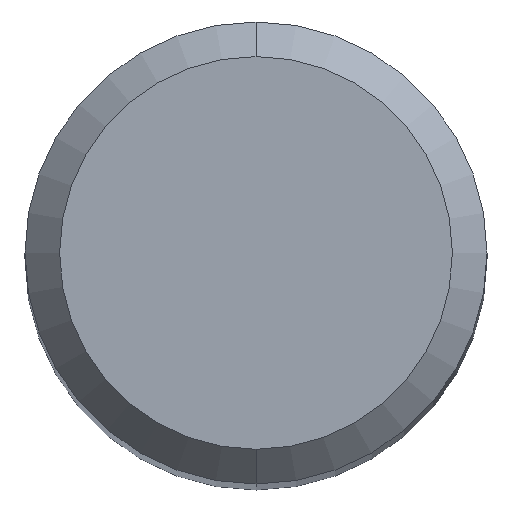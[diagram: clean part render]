
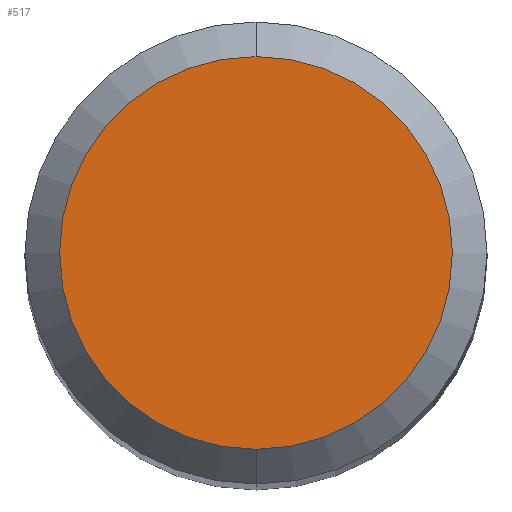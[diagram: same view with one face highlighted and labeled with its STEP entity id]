
A CAD part, top view. The second image highlights one B-rep face of the part: STEP entity #517.
In plain terms, the highlighted planar face has unit normal (0, 0, 1).
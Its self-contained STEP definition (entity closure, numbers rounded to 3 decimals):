
#517=ADVANCED_FACE('',(#1350),#1351,.T.);
#737=VERTEX_POINT('',#1590);
#903=EDGE_CURVE('',#737,#1107,#1775,.T.);
#1011=EDGE_CURVE('',#1107,#737,#1893,.T.);
#1107=VERTEX_POINT('',#1997);
#1350=FACE_OUTER_BOUND('',#2655,.T.);
#1351=PLANE('',#2656);
#1590=CARTESIAN_POINT('',(0.0,1.7,0.0));
#1775=CIRCLE('',#4646,1.7);
#1893=CIRCLE('',#5052,1.7);
#1997=CARTESIAN_POINT('',(0.,-1.7,0.0));
#2655=EDGE_LOOP('',(#6202,#6203));
#2656=AXIS2_PLACEMENT_3D('',#6204,#6205,#6206);
#4646=AXIS2_PLACEMENT_3D('',#6649,#6650,#6651);
#5052=AXIS2_PLACEMENT_3D('',#6805,#6806,#6807);
#6202=ORIENTED_EDGE('',*,*,#903,.F.);
#6203=ORIENTED_EDGE('',*,*,#1011,.F.);
#6204=CARTESIAN_POINT('',(0.0,0.85,0.0));
#6205=DIRECTION('',(-0.0,0.0,1.0));
#6206=DIRECTION('',(0.0,-1.0,0.0));
#6649=CARTESIAN_POINT('',(0.0,0.0,0.0));
#6650=DIRECTION('',(0.0,0.0,-1.0));
#6651=DIRECTION('',(0.0,1.0,0.0));
#6805=CARTESIAN_POINT('',(0.0,0.0,0.0));
#6806=DIRECTION('',(0.0,0.0,-1.0));
#6807=DIRECTION('',(0.0,1.0,0.0));
